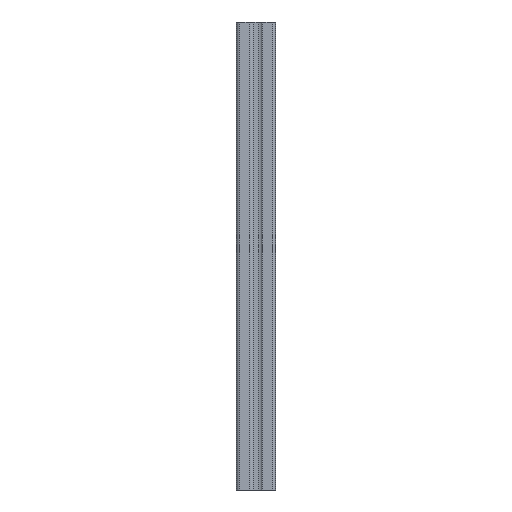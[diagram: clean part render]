
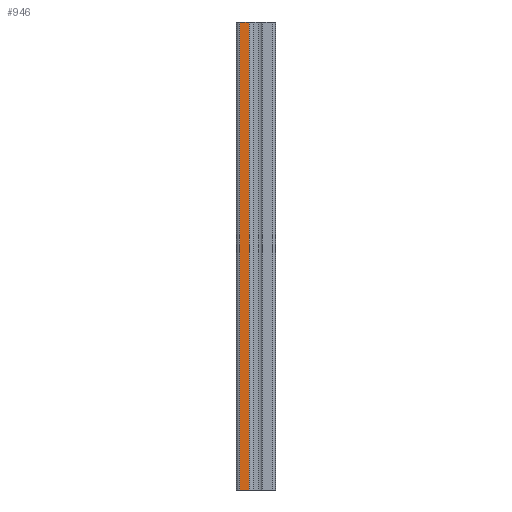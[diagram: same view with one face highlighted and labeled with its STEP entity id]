
A CAD part, left-side view. The second image highlights one B-rep face of the part: STEP entity #946.
In plain terms, the highlighted planar face has unit normal (-1, 0, 0).
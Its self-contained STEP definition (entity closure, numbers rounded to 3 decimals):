
#138 = AXIS2_PLACEMENT_3D ( 'NONE', #228, #229, #230 ) ;
#227 = PLANE ( 'NONE',  #138 ) ;
#228 = CARTESIAN_POINT ( 'NONE',  ( -12.5, 7.991, -300. ) ) ;
#229 = DIRECTION ( 'NONE',  ( -1., 0., 0. ) ) ;
#230 = DIRECTION ( 'NONE',  ( 0., -1., 0. ) ) ;
#317 = FACE_OUTER_BOUND ( 'NONE', #1442, .T. ) ;
#365 = LINE ( 'NONE', #504, #1034 ) ;
#366 = LINE ( 'NONE', #512, #1484 ) ;
#367 = LINE ( 'NONE', #514, #1486 ) ;
#368 = LINE ( 'NONE', #516, #1487 ) ;
#504 = CARTESIAN_POINT ( 'NONE',  ( -12.5, 4.32, -300. ) ) ;
#505 = DIRECTION ( 'NONE',  ( 0., 0., 1. ) ) ;
#512 = CARTESIAN_POINT ( 'NONE',  ( -12.5, 10.537, -300. ) ) ;
#513 = DIRECTION ( 'NONE',  ( 0., 0., 1. ) ) ;
#514 = CARTESIAN_POINT ( 'NONE',  ( -12.5, 7.991, 0. ) ) ;
#515 = DIRECTION ( 'NONE',  ( 0., -1., 0. ) ) ;
#516 = CARTESIAN_POINT ( 'NONE',  ( -12.5, 10.537, -300. ) ) ;
#517 = DIRECTION ( 'NONE',  ( 0., -1., 0. ) ) ;
#805 = CARTESIAN_POINT ( 'NONE',  ( -12.5, 4.32, -300. ) ) ;
#806 = CARTESIAN_POINT ( 'NONE',  ( -12.5, 10.537, 0. ) ) ;
#807 = CARTESIAN_POINT ( 'NONE',  ( -12.5, 4.32, 0. ) ) ;
#946 = ADVANCED_FACE ( 'NONE', ( #317 ), #227, .T. ) ;
#989 = EDGE_CURVE ( 'NONE', #1153, #1155, #365, .T. ) ;
#992 = EDGE_CURVE ( 'NONE', #1479, #1154, #366, .T. ) ;
#993 = EDGE_CURVE ( 'NONE', #1154, #1155, #367, .T. ) ;
#994 = EDGE_CURVE ( 'NONE', #1479, #1153, #368, .T. ) ;
#1034 = VECTOR ( 'NONE', #505, 1000. ) ;
#1153 = VERTEX_POINT ( 'NONE', #805 ) ;
#1154 = VERTEX_POINT ( 'NONE', #806 ) ;
#1155 = VERTEX_POINT ( 'NONE', #807 ) ;
#1334 = ORIENTED_EDGE ( 'NONE', *, *, #993, .F. ) ;
#1335 = ORIENTED_EDGE ( 'NONE', *, *, #994, .T. ) ;
#1336 = ORIENTED_EDGE ( 'NONE', *, *, #992, .F. ) ;
#1337 = ORIENTED_EDGE ( 'NONE', *, *, #989, .T. ) ;
#1442 = EDGE_LOOP ( 'NONE', ( #1334, #1336, #1335, #1337 ) ) ;
#1479 = VERTEX_POINT ( 'NONE', #2094 ) ;
#1484 = VECTOR ( 'NONE', #513, 1000. ) ;
#1486 = VECTOR ( 'NONE', #515, 1000. ) ;
#1487 = VECTOR ( 'NONE', #517, 1000. ) ;
#2094 = CARTESIAN_POINT ( 'NONE',  ( -12.5, 10.537, -300. ) ) ;
